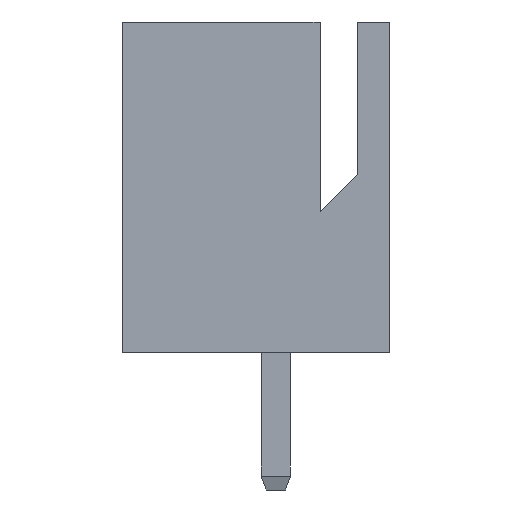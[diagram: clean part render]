
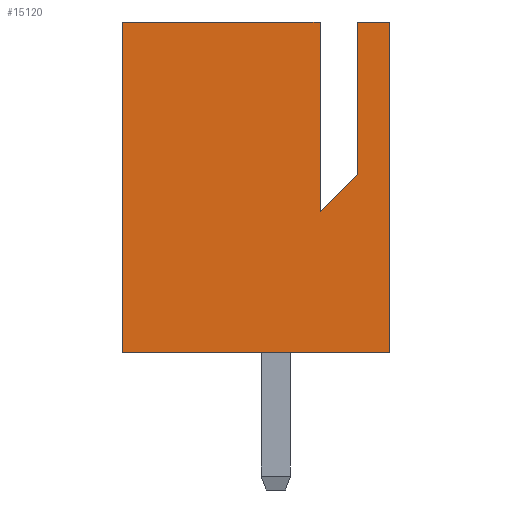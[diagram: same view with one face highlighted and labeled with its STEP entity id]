
A CAD part, left-side view. The second image highlights one B-rep face of the part: STEP entity #15120.
In plain terms, the highlighted planar face has unit normal (-1, 0, 0).
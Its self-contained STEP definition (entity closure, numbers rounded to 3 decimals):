
#845=ORIENTED_EDGE('',*,*,#3833,.T.);
#846=ORIENTED_EDGE('',*,*,#3834,.T.);
#847=ORIENTED_EDGE('',*,*,#3835,.T.);
#848=ORIENTED_EDGE('',*,*,#3548,.T.);
#849=ORIENTED_EDGE('',*,*,#3832,.F.);
#850=ORIENTED_EDGE('',*,*,#3555,.F.);
#851=ORIENTED_EDGE('',*,*,#3451,.T.);
#852=ORIENTED_EDGE('',*,*,#3836,.T.);
#3451=EDGE_CURVE('',#5002,#5001,#5965,.T.);
#3548=EDGE_CURVE('',#5025,#5094,#6062,.T.);
#3555=EDGE_CURVE('',#5002,#5100,#6069,.T.);
#3832=EDGE_CURVE('',#5100,#5094,#6346,.T.);
#3833=EDGE_CURVE('',#5307,#5308,#6347,.T.);
#3834=EDGE_CURVE('',#5308,#5309,#6348,.T.);
#3835=EDGE_CURVE('',#5309,#5025,#6349,.T.);
#3836=EDGE_CURVE('',#5001,#5307,#6350,.T.);
#5001=VERTEX_POINT('',#18872);
#5002=VERTEX_POINT('',#18874);
#5025=VERTEX_POINT('',#18928);
#5094=VERTEX_POINT('',#19067);
#5100=VERTEX_POINT('',#19082);
#5307=VERTEX_POINT('',#19619);
#5308=VERTEX_POINT('',#19620);
#5309=VERTEX_POINT('',#19622);
#5965=LINE('',#18873,#7251);
#6062=LINE('',#19068,#7348);
#6069=LINE('',#19081,#7355);
#6346=LINE('',#19616,#7632);
#6347=LINE('',#19618,#7633);
#6348=LINE('',#19621,#7634);
#6349=LINE('',#19623,#7635);
#6350=LINE('',#19624,#7636);
#7251=VECTOR('',#16359,1000.);
#7348=VECTOR('',#16466,1000.);
#7355=VECTOR('',#16475,1000.);
#7632=VECTOR('',#16854,1000.);
#7633=VECTOR('',#16857,1000.);
#7634=VECTOR('',#16858,1000.);
#7635=VECTOR('',#16859,1000.);
#7636=VECTOR('',#16860,1000.);
#8590=EDGE_LOOP('',(#845,#846,#847,#848,#849,#850,#851,#852));
#9274=FACE_BOUND('',#8590,.T.);
#9958=PLANE('',#15795);
#15120=ADVANCED_FACE('',(#9274),#9958,.T.);
#15795=AXIS2_PLACEMENT_3D('',#19617,#16855,#16856);
#16359=DIRECTION('',(0.,1.,0.));
#16466=DIRECTION('',(0.,0.,-1.));
#16475=DIRECTION('',(0.,0.,-1.));
#16854=DIRECTION('',(0.,1.,0.));
#16855=DIRECTION('',(-1.,0.,0.));
#16856=DIRECTION('',(0.,0.,1.));
#16857=DIRECTION('',(0.,0.707,-0.707));
#16858=DIRECTION('',(0.,0.,1.));
#16859=DIRECTION('',(0.,1.,0.));
#16860=DIRECTION('',(0.,0.,-1.));
#18872=CARTESIAN_POINT('',(-23.587,-1.778,7.214));
#18873=CARTESIAN_POINT('',(-23.587,-2.489,7.214));
#18874=CARTESIAN_POINT('',(-23.587,-2.489,7.214));
#18928=CARTESIAN_POINT('',(-23.587,3.353,7.214));
#19067=CARTESIAN_POINT('',(-23.587,3.353,0.));
#19068=CARTESIAN_POINT('',(-23.587,3.353,0.711));
#19081=CARTESIAN_POINT('',(-23.587,-2.489,0.711));
#19082=CARTESIAN_POINT('',(-23.587,-2.489,0.));
#19616=CARTESIAN_POINT('',(-23.587,-2.489,0.));
#19617=CARTESIAN_POINT('',(-23.587,-2.489,0.711));
#19618=CARTESIAN_POINT('',(-23.587,-1.778,3.886));
#19619=CARTESIAN_POINT('',(-23.587,-1.778,3.886));
#19620=CARTESIAN_POINT('',(-23.587,-0.965,3.073));
#19621=CARTESIAN_POINT('',(-23.587,-0.965,3.073));
#19622=CARTESIAN_POINT('',(-23.587,-0.965,7.214));
#19623=CARTESIAN_POINT('',(-23.587,-2.489,7.214));
#19624=CARTESIAN_POINT('',(-23.587,-1.778,7.214));
